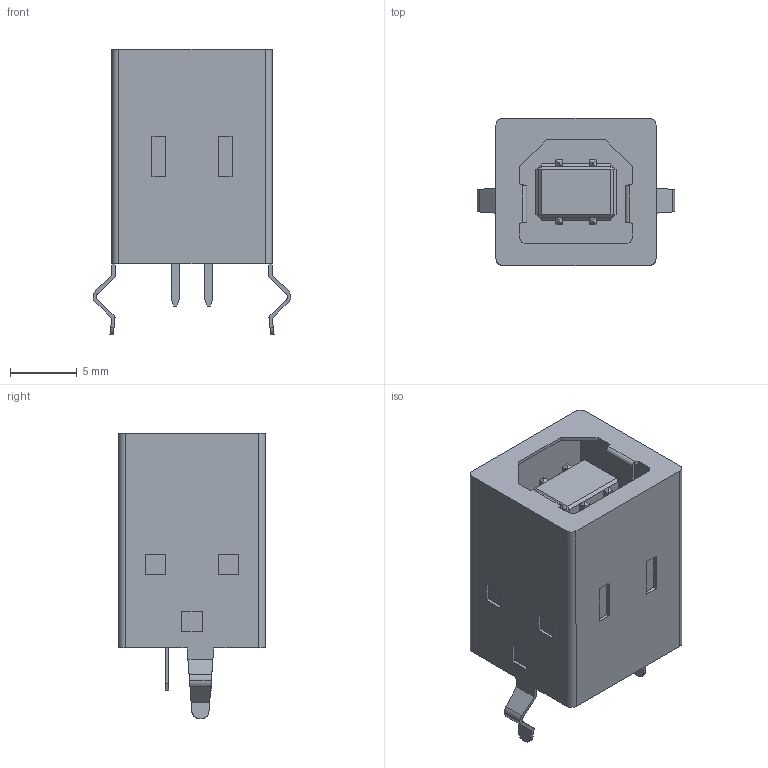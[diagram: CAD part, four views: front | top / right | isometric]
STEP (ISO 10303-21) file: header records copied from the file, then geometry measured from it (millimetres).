
FILE_DESCRIPTION (( 'STEP AP214' ), '1' );
FILE_NAME ('USB-B-TH_USB-B12-BRW.step', '2022-07-15T09:05:16', ( '' ), ( '' ), 'SwSTEP 2.0', 'SolidWorks 2020', '' );
FILE_SCHEMA (( 'AUTOMOTIVE_DESIGN' ));
Length unit declared in the file: millimetre
Products named in the file (1): USB-B-TH_USB-B12-BRW
Bounding box: 14.8 x 11 x 21.41 mm (x, y, z)
Volume: 1300.8 mm3; surface area: 1896.6 mm2
Topology: 18 solids, 18 shells, 470 faces, 1214 edges, 796 vertices
Faces by surface type: plane 349, bspline 98, cylinder 23
Entity records: 19329 total; most frequent: CARTESIAN_POINT 3889, ORIENTED_EDGE 2428, DIRECTION 1742, EDGE_CURVE 1214, LINE 964, VECTOR 964, VERTEX_POINT 796, EDGE_LOOP 498
